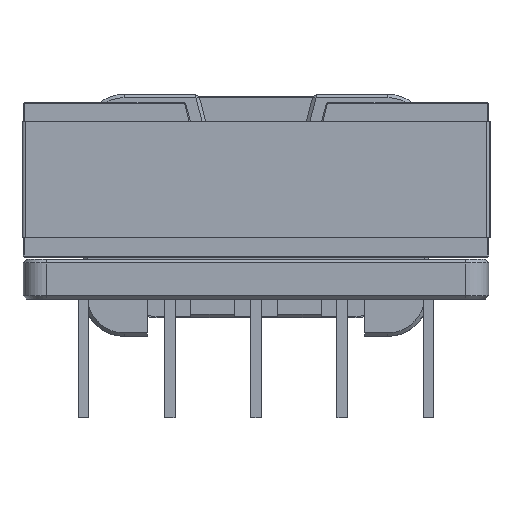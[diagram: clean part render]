
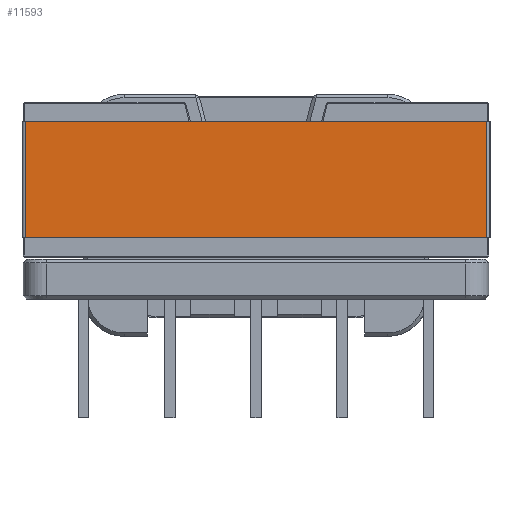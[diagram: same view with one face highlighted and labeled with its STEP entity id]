
A CAD part, left-side view. The second image highlights one B-rep face of the part: STEP entity #11593.
In plain terms, the highlighted planar face has unit normal (-1, 0, 0).
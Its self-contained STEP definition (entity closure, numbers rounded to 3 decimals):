
#888=FACE_OUTER_BOUND('',#1559,.T.);
#1559=EDGE_LOOP('',(#9741,#9742,#9743,#9744));
#2940=LINE('',#18341,#4324);
#2944=LINE('',#18351,#4328);
#2945=LINE('',#18355,#4329);
#2946=LINE('',#18356,#4330);
#4324=VECTOR('',#15243,19.8);
#4328=VECTOR('',#15253,4.988);
#4329=VECTOR('',#15258,4.988);
#4330=VECTOR('',#15259,19.8);
#5253=VERTEX_POINT('',#18338);
#5254=VERTEX_POINT('',#18340);
#5257=VERTEX_POINT('',#18350);
#5258=VERTEX_POINT('',#18354);
#6763=EDGE_CURVE('',#5253,#5254,#2940,.T.);
#6768=EDGE_CURVE('',#5254,#5257,#2944,.T.);
#6770=EDGE_CURVE('',#5253,#5258,#2945,.T.);
#6771=EDGE_CURVE('',#5257,#5258,#2946,.T.);
#9741=ORIENTED_EDGE('',*,*,#6763,.F.);
#9742=ORIENTED_EDGE('',*,*,#6770,.T.);
#9743=ORIENTED_EDGE('',*,*,#6771,.F.);
#9744=ORIENTED_EDGE('',*,*,#6768,.F.);
#10374=PLANE('',#12360);
#11593=ADVANCED_FACE('',(#888),#10374,.T.);
#12360=AXIS2_PLACEMENT_3D('',#18353,#15256,#15257);
#15243=DIRECTION('',(0.,1.,0.));
#15253=DIRECTION('',(0.,0.,1.));
#15256=DIRECTION('center_axis',(-1.,0.,0.));
#15257=DIRECTION('ref_axis',(0.,-1.,0.));
#15258=DIRECTION('',(0.,0.,1.));
#15259=DIRECTION('',(0.,-1.,0.));
#18338=CARTESIAN_POINT('',(-10.05,-9.9,4.231));
#18340=CARTESIAN_POINT('',(-10.05,9.9,4.231));
#18341=CARTESIAN_POINT('',(-10.05,-9.9,4.231));
#18350=CARTESIAN_POINT('',(-10.05,9.9,9.219));
#18351=CARTESIAN_POINT('',(-10.05,9.9,4.231));
#18353=CARTESIAN_POINT('Origin',(-10.05,9.9,4.231));
#18354=CARTESIAN_POINT('',(-10.05,-9.9,9.219));
#18355=CARTESIAN_POINT('',(-10.05,-9.9,4.231));
#18356=CARTESIAN_POINT('',(-10.05,-9.9,9.219));
